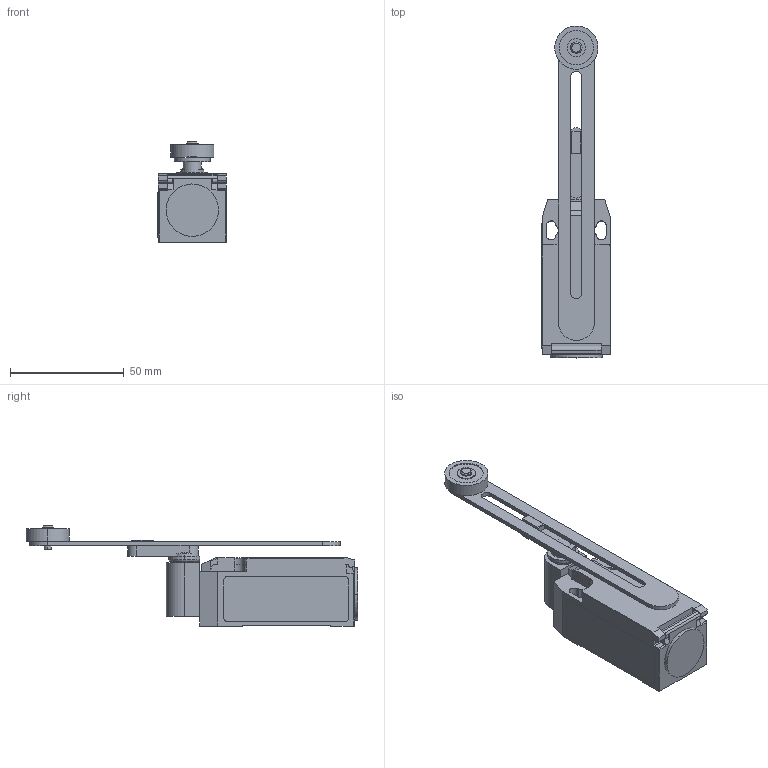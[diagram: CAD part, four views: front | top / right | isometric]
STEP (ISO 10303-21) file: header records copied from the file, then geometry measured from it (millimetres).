
FILE_DESCRIPTION((''),'2;1');
FILE_NAME('3d_KMF2L12.stp','2012-10-03T07:50:27',(''),(''),'Mechanical Desktop 2011','Mechanical Desktop 2011',', , ');
FILE_SCHEMA(('CONFIG_CONTROL_DESIGN'));
Length unit declared in the file: millimetre
Products named in the file (1): Product
Bounding box: 30.2 x 145.69 x 43.94 mm (x, y, z)
Volume: 67352.5 mm3; surface area: 19528 mm2
Topology: 8 solids, 8 shells, 196 faces, 536 edges, 375 vertices
Faces by surface type: plane 116, cylinder 67, cone 8, bspline 3, torus 2
Entity records: 6331 total; most frequent: CARTESIAN_POINT 1132, DIRECTION 1078, ORIENTED_EDGE 1046, EDGE_CURVE 523, VECTOR 382, LINE 382, VERTEX_POINT 350, AXIS2_PLACEMENT_3D 348
